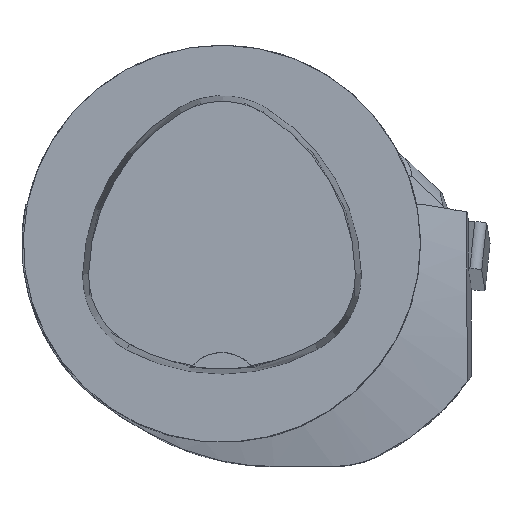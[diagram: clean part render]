
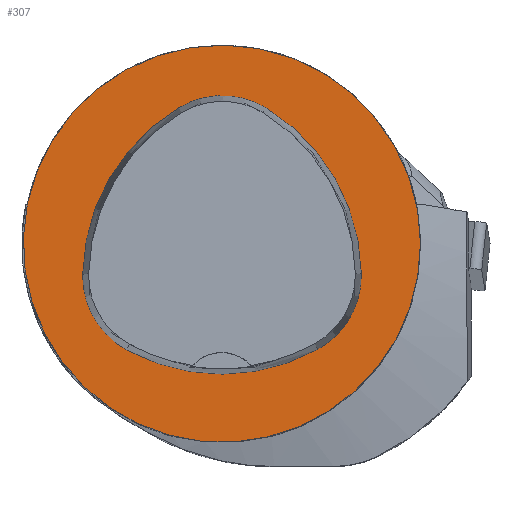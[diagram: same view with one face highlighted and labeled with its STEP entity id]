
A CAD part, top view. The second image highlights one B-rep face of the part: STEP entity #307.
In plain terms, the highlighted planar face has unit normal (0, 0, 1).
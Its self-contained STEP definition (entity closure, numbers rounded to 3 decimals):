
#307=ADVANCED_FACE('',(#718,#719),#384,.T.);
#384=PLANE('',#1881);
#718=FACE_BOUND('',#763,.T.);
#719=FACE_BOUND('',#764,.T.);
#763=EDGE_LOOP('',(#1017,#1018,#1019,#1020,#1021,#1022));
#764=EDGE_LOOP('',(#1023));
#1017=ORIENTED_EDGE('',*,*,#1594,.F.);
#1018=ORIENTED_EDGE('',*,*,#1589,.F.);
#1019=ORIENTED_EDGE('',*,*,#1584,.F.);
#1020=ORIENTED_EDGE('',*,*,#1581,.F.);
#1021=ORIENTED_EDGE('',*,*,#1578,.F.);
#1022=ORIENTED_EDGE('',*,*,#1574,.F.);
#1023=ORIENTED_EDGE('',*,*,#1554,.T.);
#1375=VERTEX_POINT('',#2696);
#1394=VERTEX_POINT('',#2756);
#1395=VERTEX_POINT('',#2757);
#1398=VERTEX_POINT('',#2765);
#1400=VERTEX_POINT('',#2771);
#1402=VERTEX_POINT('',#2777);
#1406=VERTEX_POINT('',#2790);
#1554=EDGE_CURVE('',#1375,#1375,#1712,.T.);
#1574=EDGE_CURVE('',#1394,#1395,#1713,.T.);
#1578=EDGE_CURVE('',#1395,#1398,#1715,.T.);
#1581=EDGE_CURVE('',#1398,#1400,#1717,.T.);
#1584=EDGE_CURVE('',#1400,#1402,#1719,.T.);
#1589=EDGE_CURVE('',#1402,#1406,#1722,.T.);
#1594=EDGE_CURVE('',#1406,#1394,#1725,.T.);
#1712=CIRCLE('',#1848,20.);
#1713=CIRCLE('',#1859,20.);
#1715=CIRCLE('',#1862,8.5);
#1717=CIRCLE('',#1865,20.);
#1719=CIRCLE('',#1868,8.5);
#1722=CIRCLE('',#1872,20.);
#1725=CIRCLE('',#1876,8.5);
#1848=AXIS2_PLACEMENT_3D('',#2695,#2130,#2131);
#1859=AXIS2_PLACEMENT_3D('',#2755,#2160,#2161);
#1862=AXIS2_PLACEMENT_3D('',#2764,#2168,#2169);
#1865=AXIS2_PLACEMENT_3D('',#2770,#2175,#2176);
#1868=AXIS2_PLACEMENT_3D('',#2776,#2182,#2183);
#1872=AXIS2_PLACEMENT_3D('',#2789,#2191,#2192);
#1876=AXIS2_PLACEMENT_3D('',#2802,#2200,#2201);
#1881=AXIS2_PLACEMENT_3D('',#2807,#2210,#2211);
#2130=DIRECTION('',(0.,0.,1.));
#2131=DIRECTION('',(1.,0.,0.));
#2160=DIRECTION('',(0.,0.,1.));
#2161=DIRECTION('',(1.,0.,0.));
#2168=DIRECTION('',(0.,0.,1.));
#2169=DIRECTION('',(1.,0.,0.));
#2175=DIRECTION('',(0.,0.,1.));
#2176=DIRECTION('',(1.,0.,0.));
#2182=DIRECTION('',(0.,0.,1.));
#2183=DIRECTION('',(1.,0.,0.));
#2191=DIRECTION('',(0.,0.,1.));
#2192=DIRECTION('',(1.,0.,0.));
#2200=DIRECTION('',(0.,0.,1.));
#2201=DIRECTION('',(1.,0.,0.));
#2210=DIRECTION('',(0.,0.,1.));
#2211=DIRECTION('',(-1.,0.,0.));
#2695=CARTESIAN_POINT('',(0.,0.,0.));
#2696=CARTESIAN_POINT('',(20.,0.,0.));
#2755=CARTESIAN_POINT('',(-5.955,-3.414,0.));
#2756=CARTESIAN_POINT('',(14.041,-3.042,0.));
#2757=CARTESIAN_POINT('',(4.472,13.653,0.));
#2764=CARTESIAN_POINT('',(0.04,6.4,0.));
#2765=CARTESIAN_POINT('',(-4.347,13.68,0.));
#2770=CARTESIAN_POINT('',(5.976,-3.45,0.));
#2771=CARTESIAN_POINT('',(-14.021,-3.075,0.));
#2776=CARTESIAN_POINT('',(-5.522,-3.235,0.));
#2777=CARTESIAN_POINT('',(-9.588,-10.699,0.));
#2789=CARTESIAN_POINT('',(-0.022,6.864,0.));
#2790=CARTESIAN_POINT('',(9.655,-10.639,0.));
#2802=CARTESIAN_POINT('',(5.543,-3.2,0.));
#2807=CARTESIAN_POINT('',(0.,0.,0.));
